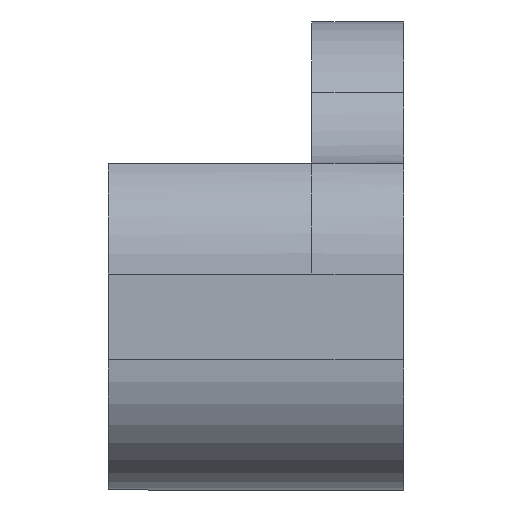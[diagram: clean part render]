
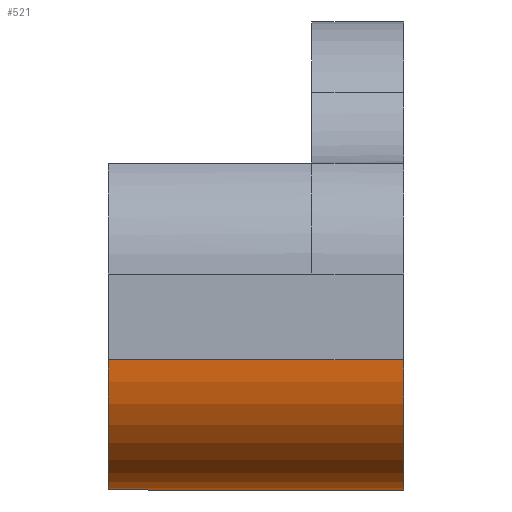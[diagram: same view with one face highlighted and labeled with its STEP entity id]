
A CAD part, front view. The second image highlights one B-rep face of the part: STEP entity #521.
In plain terms, the highlighted cylindrical face has radius 3.2 mm (diameter 6.4 mm), a partial arc.
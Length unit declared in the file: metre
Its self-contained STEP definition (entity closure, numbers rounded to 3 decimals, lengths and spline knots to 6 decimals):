
#16=CIRCLE('',#566,0.0032);
#17=CIRCLE('',#567,0.0032);
#18=CIRCLE('',#568,0.0032);
#52=CYLINDRICAL_SURFACE('',#565,0.0032);
#87=ORIENTED_EDGE('',*,*,#241,.F.);
#88=ORIENTED_EDGE('',*,*,#242,.T.);
#89=ORIENTED_EDGE('',*,*,#243,.F.);
#90=ORIENTED_EDGE('',*,*,#244,.T.);
#91=ORIENTED_EDGE('',*,*,#237,.T.);
#92=ORIENTED_EDGE('',*,*,#236,.T.);
#93=ORIENTED_EDGE('',*,*,#245,.T.);
#236=EDGE_CURVE('',#314,#312,#365,.T.);
#237=EDGE_CURVE('',#315,#314,#366,.T.);
#241=EDGE_CURVE('',#318,#319,#370,.T.);
#242=EDGE_CURVE('',#318,#320,#16,.F.);
#243=EDGE_CURVE('',#321,#320,#371,.T.);
#244=EDGE_CURVE('',#321,#315,#17,.T.);
#245=EDGE_CURVE('',#312,#319,#18,.T.);
#312=VERTEX_POINT('',#827);
#314=VERTEX_POINT('',#830);
#315=VERTEX_POINT('',#832);
#318=VERTEX_POINT('',#840);
#319=VERTEX_POINT('',#841);
#320=VERTEX_POINT('',#843);
#321=VERTEX_POINT('',#845);
#365=LINE('',#829,#397);
#366=LINE('',#831,#398);
#370=LINE('',#839,#402);
#371=LINE('',#844,#403);
#397=VECTOR('',#640,1.);
#398=VECTOR('',#641,1.);
#402=VECTOR('',#647,1.);
#403=VECTOR('',#650,1.);
#427=EDGE_LOOP('',(#87,#88,#89,#90,#91,#92,#93));
#468=FACE_BOUND('',#427,.T.);
#521=ADVANCED_FACE('',(#468),#52,.T.);
#565=AXIS2_PLACEMENT_3D('',#838,#645,#646);
#566=AXIS2_PLACEMENT_3D('',#842,#648,#649);
#567=AXIS2_PLACEMENT_3D('',#846,#651,#652);
#568=AXIS2_PLACEMENT_3D('',#847,#653,#654);
#640=DIRECTION('',(-1.,0.,0.));
#641=DIRECTION('',(-1.,0.,0.));
#645=DIRECTION('',(-1.,0.,0.));
#646=DIRECTION('',(0.,0.,1.));
#647=DIRECTION('',(-1.,0.,0.));
#648=DIRECTION('',(1.,0.,0.));
#649=DIRECTION('',(0.,0.,-1.));
#650=DIRECTION('',(-1.,0.,0.));
#651=DIRECTION('',(-1.,0.,0.));
#652=DIRECTION('',(0.,0.,1.));
#653=DIRECTION('',(1.,0.,0.));
#654=DIRECTION('',(0.,0.,-1.));
#827=CARTESIAN_POINT('',(-0.066,-0.0194,-0.0088));
#829=CARTESIAN_POINT('',(-0.061,-0.0194,-0.0088));
#830=CARTESIAN_POINT('',(-0.061,-0.0194,-0.0088));
#831=CARTESIAN_POINT('',(-0.058739,-0.0194,-0.0088));
#832=CARTESIAN_POINT('',(-0.058741,-0.0194,-0.0088));
#838=CARTESIAN_POINT('',(-0.061,-0.0162,-0.0088));
#839=CARTESIAN_POINT('',(-0.061,-0.013,-0.0088));
#840=CARTESIAN_POINT('',(-0.065,-0.013,-0.0088));
#841=CARTESIAN_POINT('',(-0.066,-0.013,-0.0088));
#842=CARTESIAN_POINT('',(-0.065,-0.0162,-0.0088));
#843=CARTESIAN_POINT('',(-0.065,-0.0162,-0.012));
#844=CARTESIAN_POINT('',(-0.058739,-0.0162,-0.012));
#845=CARTESIAN_POINT('',(-0.058741,-0.0162,-0.012));
#846=CARTESIAN_POINT('',(-0.058741,-0.0162,-0.0088));
#847=CARTESIAN_POINT('',(-0.066,-0.0162,-0.0088));
